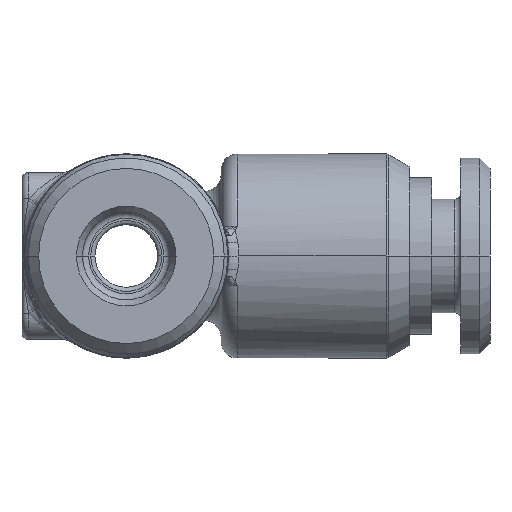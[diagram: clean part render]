
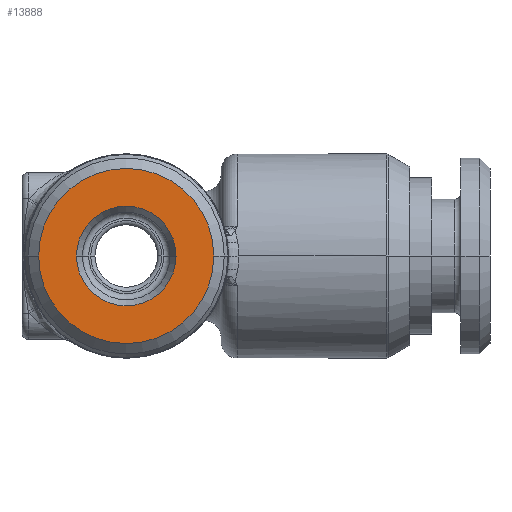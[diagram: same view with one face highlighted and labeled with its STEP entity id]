
A CAD part, left-side view. The second image highlights one B-rep face of the part: STEP entity #13888.
In plain terms, the highlighted planar face has unit normal (-1, 0, 0).
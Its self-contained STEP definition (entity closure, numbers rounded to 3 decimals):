
#4467=CARTESIAN_POINT('',(-17.45,0.,0.));
#4468=DIRECTION('',(1.,0.,0.));
#4469=DIRECTION('',(0.,-1.,0.));
#4470=AXIS2_PLACEMENT_3D('',#4467,#4468,#4469);
#4472=CARTESIAN_POINT('',(-17.45,0.,0.));
#4473=DIRECTION('',(-1.,0.,0.));
#4474=DIRECTION('',(0.,-1.,0.));
#4475=AXIS2_PLACEMENT_3D('',#4472,#4473,#4474);
#4477=CARTESIAN_POINT('',(-17.45,0.,0.));
#4478=DIRECTION('',(-1.,0.,0.));
#4479=DIRECTION('',(0.,-1.,0.));
#4480=AXIS2_PLACEMENT_3D('',#4477,#4478,#4479);
#4490=CARTESIAN_POINT('',(-17.45,0.,0.));
#4491=DIRECTION('',(1.,0.,0.));
#4492=DIRECTION('',(0.,-1.,0.));
#4493=AXIS2_PLACEMENT_3D('',#4490,#4491,#4492);
#5584=CARTESIAN_POINT('',(-17.45,-2.389,0.));
#5586=VERTEX_POINT('',#5584);
#5587=CARTESIAN_POINT('',(-17.45,-4.2,0.));
#5589=VERTEX_POINT('',#5587);
#5594=CARTESIAN_POINT('',(-17.45,2.389,0.));
#5596=VERTEX_POINT('',#5594);
#5597=CARTESIAN_POINT('',(-17.45,4.2,0.));
#5599=VERTEX_POINT('',#5597);
#13873=CARTESIAN_POINT('',(-17.45,0.,0.));
#13874=DIRECTION('',(-1.,0.,0.));
#13875=DIRECTION('',(0.,1.,0.));
#13876=AXIS2_PLACEMENT_3D('',#13873,#13874,#13875);
#13877=PLANE('',#13876);
#13879=ORIENTED_EDGE('',*,*,#13878,.F.);
#13881=ORIENTED_EDGE('',*,*,#13880,.T.);
#13882=EDGE_LOOP('',(#13879,#13881));
#13883=FACE_OUTER_BOUND('',#13882,.F.);
#13884=ORIENTED_EDGE('',*,*,#13852,.F.);
#13885=ORIENTED_EDGE('',*,*,#13868,.T.);
#13886=EDGE_LOOP('',(#13884,#13885));
#13887=FACE_BOUND('',#13886,.F.);
#13888=ADVANCED_FACE('',(#13883,#13887),#13877,.T.);
#4471=CIRCLE('',#4470,2.389);
#4476=CIRCLE('',#4475,2.389);
#4481=CIRCLE('',#4480,4.2);
#4494=CIRCLE('',#4493,4.2);
#13852=EDGE_CURVE('',#5586,#5596,#4471,.T.);
#13868=EDGE_CURVE('',#5586,#5596,#4476,.T.);
#13878=EDGE_CURVE('',#5589,#5599,#4481,.T.);
#13880=EDGE_CURVE('',#5589,#5599,#4494,.T.);
